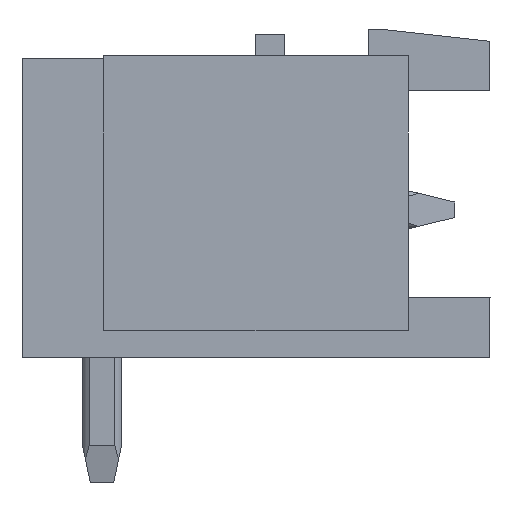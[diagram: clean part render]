
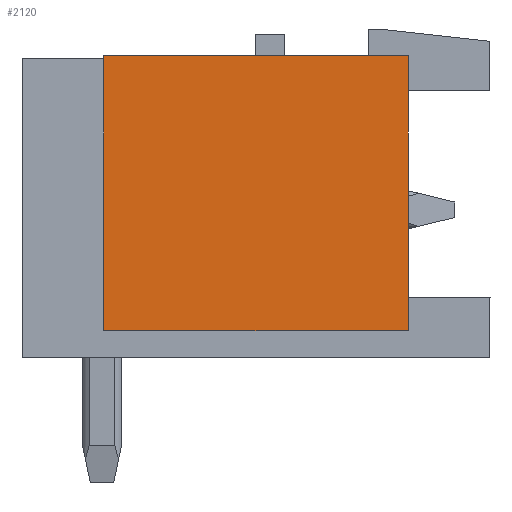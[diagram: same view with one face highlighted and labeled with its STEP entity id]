
A CAD part, left-side view. The second image highlights one B-rep face of the part: STEP entity #2120.
In plain terms, the highlighted planar face has unit normal (-1, 0, 0).
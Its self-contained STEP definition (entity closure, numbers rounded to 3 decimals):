
#2093=AXIS2_PLACEMENT_3D('Plane Axis2P3D',#2090,#2091,#2092) ;
#733=CARTESIAN_POINT('Line Origine',(0.,6.,10.95)) ;
#737=CARTESIAN_POINT('Vertex',(0.,9.9,10.95)) ;
#739=CARTESIAN_POINT('Vertex',(0.,2.1,10.95)) ;
#2090=CARTESIAN_POINT('Axis2P3D Location',(0.,2.1,0.)) ;
#2095=CARTESIAN_POINT('Line Origine',(0.,9.9,7.425)) ;
#2099=CARTESIAN_POINT('Vertex',(0.,9.9,3.9)) ;
#2102=CARTESIAN_POINT('Line Origine',(0.,6.,3.9)) ;
#2106=CARTESIAN_POINT('Vertex',(0.,2.1,3.9)) ;
#2109=CARTESIAN_POINT('Line Origine',(0.,2.1,7.425)) ;
#734=DIRECTION('Vector Direction',(0.,1.,0.)) ;
#2091=DIRECTION('Axis2P3D Direction',(1.,0.,0.)) ;
#2092=DIRECTION('Axis2P3D XDirection',(0.,1.,0.)) ;
#2096=DIRECTION('Vector Direction',(0.,0.,1.)) ;
#2103=DIRECTION('Vector Direction',(0.,1.,0.)) ;
#2110=DIRECTION('Vector Direction',(0.,0.,1.)) ;
#735=VECTOR('Line Direction',#734,1.) ;
#2097=VECTOR('Line Direction',#2096,1.) ;
#2104=VECTOR('Line Direction',#2103,1.) ;
#2111=VECTOR('Line Direction',#2110,1.) ;
#2115=ORIENTED_EDGE('',*,*,#2101,.F.) ;
#2116=ORIENTED_EDGE('',*,*,#2108,.T.) ;
#2117=ORIENTED_EDGE('',*,*,#2113,.T.) ;
#2118=ORIENTED_EDGE('',*,*,#741,.F.) ;
#2120=ADVANCED_FACE('Housing',(#2119),#2094,.F.) ;
#741=EDGE_CURVE('',#738,#740,#736,.F.) ;
#2101=EDGE_CURVE('',#2100,#738,#2098,.T.) ;
#2108=EDGE_CURVE('',#2100,#2107,#2105,.F.) ;
#2113=EDGE_CURVE('',#2107,#740,#2112,.T.) ;
#2114=EDGE_LOOP('',(#2115,#2116,#2117,#2118)) ;
#2119=FACE_OUTER_BOUND('',#2114,.T.) ;
#736=LINE('Line',#733,#735) ;
#2098=LINE('Line',#2095,#2097) ;
#2105=LINE('Line',#2102,#2104) ;
#2112=LINE('Line',#2109,#2111) ;
#2094=PLANE('',#2093) ;
#738=VERTEX_POINT('',#737) ;
#740=VERTEX_POINT('',#739) ;
#2100=VERTEX_POINT('',#2099) ;
#2107=VERTEX_POINT('',#2106) ;
